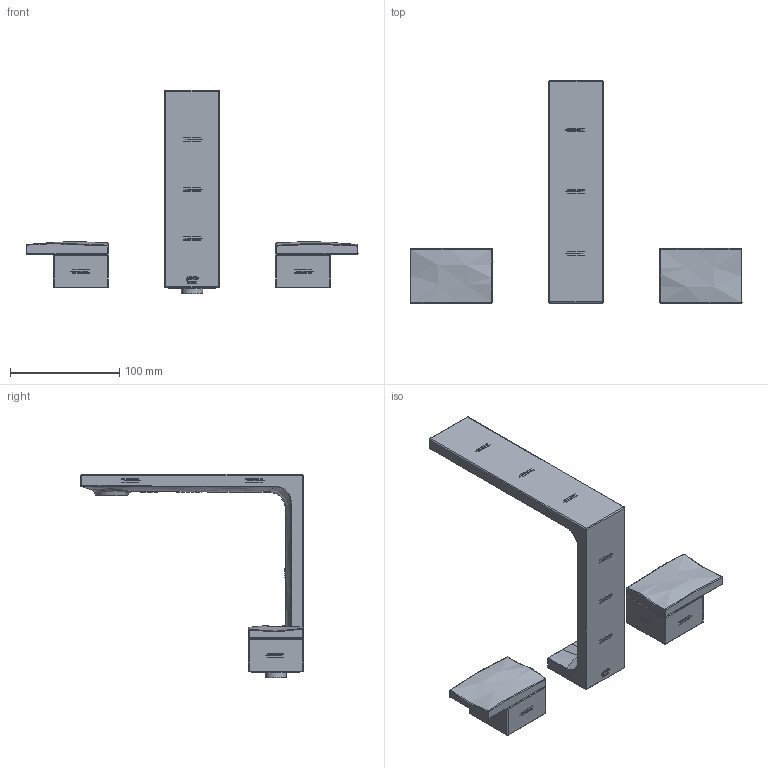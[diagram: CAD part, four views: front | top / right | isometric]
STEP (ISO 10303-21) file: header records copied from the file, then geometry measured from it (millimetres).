
FILE_DESCRIPTION(/* description */ (''),/* implementation_level */ '2;1');
FILE_NAME(/* name */ 'RF08 3D.stp',/* time_stamp */ '2019-11-05T10:52:00-05:00',/* author */ ('pcossett'),/* organization */ (''),/* preprocessor_version */ 'ST-DEVELOPER v16.13',/* originating_system */ 'Autodesk Inventor 2018',/* authorisation */ '');
FILE_SCHEMA (('AUTOMOTIVE_DESIGN { 1 0 10303 214 3 1 1 }'));
Products named in the file (13): RF08; 3748-12; 3338; 010-922; 6693; 225-400; 1382; 002-997; 220-420; 007-301; 001-747; 301-838; 009-001
Assembly tree (13 placements, depth 4):
  RF08
    3748-12
      3338
        010-922
        6693
        225-400
      1382  x2
        002-997
        220-420
        007-301
        001-747
        301-838
        009-001
Bounding box: 303.22 x 203.02 x 185.5 mm (x, y, z)
Volume: 248409.6 mm3; surface area: 165182.1 mm2
Topology: 15 solids, 204 shells, 4705 faces, 11774 edges, 7747 vertices
Faces by surface type: plane 3457, cone 473, cylinder 410, bspline 283, torus 54, sphere 28
Full cylindrical faces by diameter (mm): 4.3 x2, 6.5 x2, 6.917 x2, 8 x2, 8.1 x2, 8.5 x2, 9 x2, 9.1 x2, 10.75 x2, 11.1 x2, 13.5 x1, 13.6 x2, 13.9 x1, 13.95 x1, 14 x2, 15 x2, 16 x1, 17 x1, 17.1 x1, 17.5 x2, 17.8 x1, 17.84 x1, 19.5 x1, 21.95 x1, 22.095 x1, 22.55 x1, 22.918 x4, 24.5 x1, 40 x2, 40.4 x2
Entity records: 156701 total; most frequent: CARTESIAN_POINT 53392, ORIENTED_EDGE 21548, DIRECTION 19030, EDGE_CURVE 10774, VERTEX_POINT 7174, LINE 6732, VECTOR 6732, AXIS2_PLACEMENT_3D 6149
